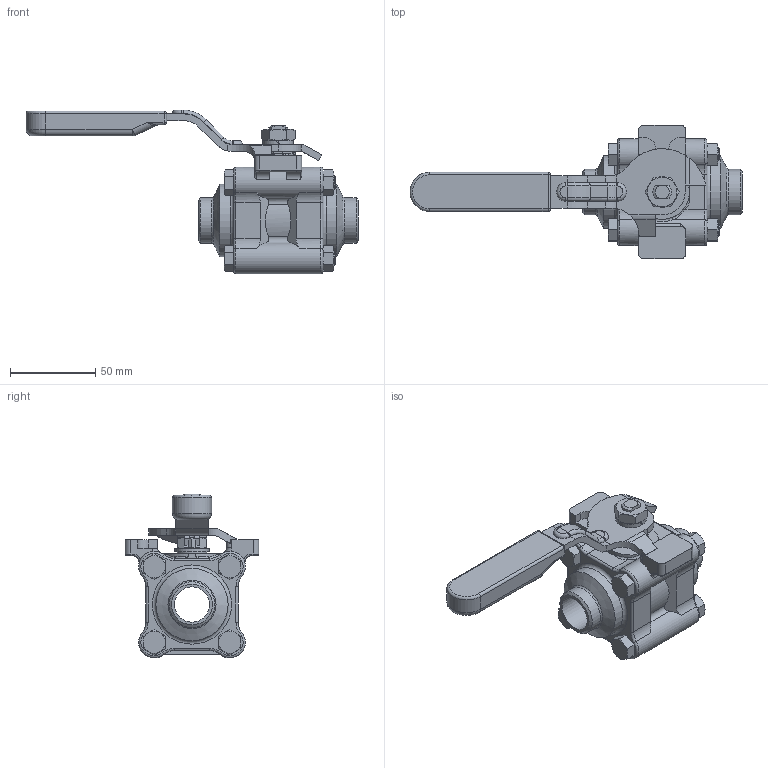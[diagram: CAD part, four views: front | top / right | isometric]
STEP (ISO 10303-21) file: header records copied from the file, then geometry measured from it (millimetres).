
FILE_DESCRIPTION(/* description */ (''),/* implementation_level */ '2;1');
FILE_NAME(/* name */ 'GA-A59-07-BWA-W-A-1.stp',/* time_stamp */ '2019-09-18T16:29:13+01:00',/* author */ ('jaday'),/* organization */ (''),/* preprocessor_version */ 'ST-DEVELOPER v16.1',/* originating_system */ 'Autodesk Inventor 2016',/* authorisation */ '');
FILE_SCHEMA (('AUTOMOTIVE_DESIGN { 1 0 10303 214 3 1 1 }'));
Length unit declared in the file: millimetre
Products named in the file (1): GA-A59-07-BWA-W-A-1
Bounding box: 194.84 x 78.4 x 96.13 mm (x, y, z)
Volume: 236583.2 mm3; surface area: 46459.5 mm2
Topology: 1 solids, 1 shells, 551 faces, 1379 edges, 840 vertices
Faces by surface type: plane 228, cylinder 136, cone 106, torus 52, bspline 23, sphere 6
Full cylindrical faces by diameter (mm): 8 x4, 17.2 x1, 20.6 x1, 20.7 x1, 26.825 x2, 42.45 x2
Entity records: 17394 total; most frequent: CARTESIAN_POINT 4213, ORIENTED_EDGE 2692, DIRECTION 2638, EDGE_CURVE 1346, AXIS2_PLACEMENT_3D 1023, VERTEX_POINT 838, EDGE_LOOP 604, LINE 592
